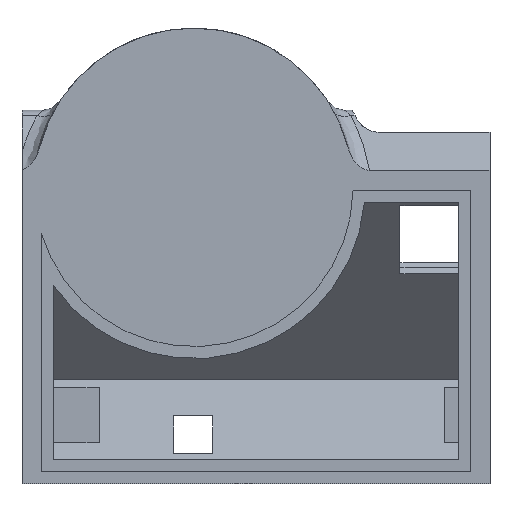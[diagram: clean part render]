
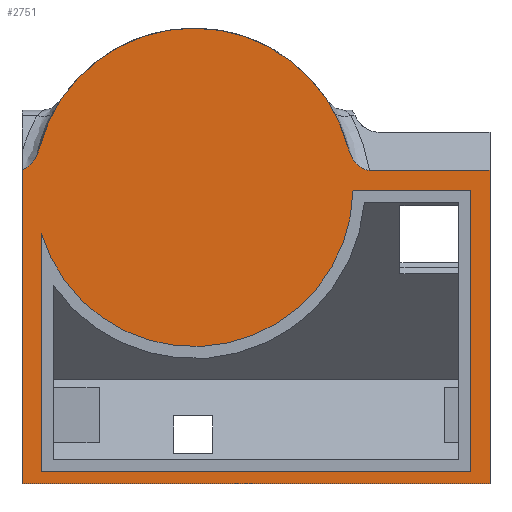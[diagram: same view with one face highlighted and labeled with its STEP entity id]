
A CAD part, front view. The second image highlights one B-rep face of the part: STEP entity #2751.
In plain terms, the highlighted planar face has unit normal (0, -1, 0).
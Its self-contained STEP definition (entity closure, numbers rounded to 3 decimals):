
#30=FACE_BOUND('',#528,.T.);
#59=B_SPLINE_CURVE_WITH_KNOTS('',3,(#4911,#4912,#4913,#4914,#4915,#4916,
#4917,#4918,#4919,#4920),.UNSPECIFIED.,.F.,.F.,(4,2,2,2,4),(0.085,
0.115,0.258,0.462,0.687),
 .UNSPECIFIED.);
#61=B_SPLINE_CURVE_WITH_KNOTS('',3,(#4985,#4986,#4987,#4988,#4989,#4990,
#4991,#4992,#4993,#4994),.UNSPECIFIED.,.F.,.F.,(4,2,2,2,4),(0.,0.317,
0.554,0.67,0.78),.UNSPECIFIED.);
#91=CIRCLE('',#2949,33.);
#97=CIRCLE('',#2962,33.);
#214=PLANE('',#2961);
#362=FACE_OUTER_BOUND('',#527,.T.);
#527=EDGE_LOOP('',(#2535,#2536,#2537,#2538,#2539,#2540,#2541));
#528=EDGE_LOOP('',(#2542,#2543,#2544,#2545,#2546));
#621=LINE('',#4164,#917);
#713=LINE('',#4401,#1009);
#838=LINE('',#4709,#1134);
#843=LINE('',#4761,#1139);
#848=LINE('',#5044,#1144);
#849=LINE('',#5046,#1145);
#850=LINE('',#5048,#1146);
#851=LINE('',#5051,#1147);
#917=VECTOR('',#3184,10.);
#1009=VECTOR('',#3348,10.);
#1134=VECTOR('',#3581,10.);
#1139=VECTOR('',#3622,10.);
#1144=VECTOR('',#3647,10.);
#1145=VECTOR('',#3648,10.);
#1146=VECTOR('',#3649,10.);
#1147=VECTOR('',#3652,10.);
#1228=VERTEX_POINT('',#4152);
#1233=VERTEX_POINT('',#4162);
#1304=VERTEX_POINT('',#4399);
#1389=VERTEX_POINT('',#4708);
#1394=VERTEX_POINT('',#4732);
#1398=VERTEX_POINT('',#4753);
#1400=VERTEX_POINT('',#4759);
#1404=VERTEX_POINT('',#5042);
#1405=VERTEX_POINT('',#5043);
#1406=VERTEX_POINT('',#5045);
#1407=VERTEX_POINT('',#5047);
#1408=VERTEX_POINT('',#5049);
#1521=EDGE_CURVE('',#1228,#1233,#621,.T.);
#1623=EDGE_CURVE('',#1304,#1233,#713,.T.);
#1754=EDGE_CURVE('',#1389,#1228,#838,.T.);
#1770=EDGE_CURVE('',#1398,#1394,#91,.T.);
#1773=EDGE_CURVE('',#1400,#1304,#843,.T.);
#1777=EDGE_CURVE('',#1398,#1389,#59,.F.);
#1780=EDGE_CURVE('',#1394,#1400,#61,.T.);
#1787=EDGE_CURVE('',#1404,#1405,#848,.T.);
#1788=EDGE_CURVE('',#1405,#1406,#849,.T.);
#1789=EDGE_CURVE('',#1406,#1407,#850,.T.);
#1790=EDGE_CURVE('',#1407,#1408,#97,.T.);
#1791=EDGE_CURVE('',#1408,#1404,#851,.T.);
#2535=ORIENTED_EDGE('',*,*,#1777,.T.);
#2536=ORIENTED_EDGE('',*,*,#1754,.T.);
#2537=ORIENTED_EDGE('',*,*,#1521,.T.);
#2538=ORIENTED_EDGE('',*,*,#1623,.F.);
#2539=ORIENTED_EDGE('',*,*,#1773,.F.);
#2540=ORIENTED_EDGE('',*,*,#1780,.F.);
#2541=ORIENTED_EDGE('',*,*,#1770,.F.);
#2542=ORIENTED_EDGE('',*,*,#1787,.T.);
#2543=ORIENTED_EDGE('',*,*,#1788,.T.);
#2544=ORIENTED_EDGE('',*,*,#1789,.T.);
#2545=ORIENTED_EDGE('',*,*,#1790,.T.);
#2546=ORIENTED_EDGE('',*,*,#1791,.T.);
#2751=ADVANCED_FACE('',(#362,#30),#214,.F.);
#2949=AXIS2_PLACEMENT_3D('',#4755,#3615,#3616);
#2961=AXIS2_PLACEMENT_3D('',#5041,#3645,#3646);
#2962=AXIS2_PLACEMENT_3D('',#5050,#3650,#3651);
#3184=DIRECTION('',(1.,0.,0.));
#3348=DIRECTION('',(0.,0.,-1.));
#3581=DIRECTION('',(0.,0.,-1.));
#3615=DIRECTION('center_axis',(0.,1.,0.));
#3616=DIRECTION('ref_axis',(1.,0.,0.));
#3622=DIRECTION('',(1.,0.,0.));
#3645=DIRECTION('center_axis',(0.,1.,0.));
#3646=DIRECTION('ref_axis',(1.,0.,0.));
#3647=DIRECTION('',(0.,0.,-1.));
#3648=DIRECTION('',(-1.,0.,0.));
#3649=DIRECTION('',(0.,0.,1.));
#3650=DIRECTION('center_axis',(0.,-1.,0.));
#3651=DIRECTION('ref_axis',(1.,0.,0.));
#3652=DIRECTION('',(1.,0.,0.));
#4152=CARTESIAN_POINT('',(98.,0.,0.));
#4162=CARTESIAN_POINT('',(195.,0.,0.));
#4164=CARTESIAN_POINT('',(98.,0.,0.));
#4399=CARTESIAN_POINT('',(195.,0.,65.));
#4401=CARTESIAN_POINT('',(195.,0.,65.));
#4708=CARTESIAN_POINT('',(98.,0.,65.119));
#4709=CARTESIAN_POINT('',(98.,0.,65.));
#4732=CARTESIAN_POINT('',(165.576,0.,69.661));
#4753=CARTESIAN_POINT('',(101.652,0.,69.661));
#4755=CARTESIAN_POINT('Origin',(133.614,0.,61.449));
#4759=CARTESIAN_POINT('',(170.06,0.,65.));
#4761=CARTESIAN_POINT('',(98.,0.,65.));
#4911=CARTESIAN_POINT('Ctrl Pts',(98.,0.,
65.119));
#4912=CARTESIAN_POINT('Ctrl Pts',(98.097,0.,
65.146));
#4913=CARTESIAN_POINT('Ctrl Pts',(98.194,0.,
65.179));
#4914=CARTESIAN_POINT('Ctrl Pts',(98.735,0.,
65.387));
#4915=CARTESIAN_POINT('Ctrl Pts',(99.143,0.,
65.648));
#4916=CARTESIAN_POINT('Ctrl Pts',(100.021,0.,
66.405));
#4917=CARTESIAN_POINT('Ctrl Pts',(100.451,0.,66.957));
#4918=CARTESIAN_POINT('Ctrl Pts',(101.176,0.,68.202));
#4919=CARTESIAN_POINT('Ctrl Pts',(101.463,0.,
68.925));
#4920=CARTESIAN_POINT('Ctrl Pts',(101.652,0.,
69.661));
#4985=CARTESIAN_POINT('Ctrl Pts',(165.576,0.,
69.661));
#4986=CARTESIAN_POINT('Ctrl Pts',(165.839,0.,
68.637));
#4987=CARTESIAN_POINT('Ctrl Pts',(166.283,0.,67.674));
#4988=CARTESIAN_POINT('Ctrl Pts',(167.305,0.,
66.3));
#4989=CARTESIAN_POINT('Ctrl Pts',(167.808,0.,
65.83));
#4990=CARTESIAN_POINT('Ctrl Pts',(168.615,0.,
65.345));
#4991=CARTESIAN_POINT('Ctrl Pts',(168.898,0.,
65.216));
#4992=CARTESIAN_POINT('Ctrl Pts',(169.476,0.,
65.045));
#4993=CARTESIAN_POINT('Ctrl Pts',(169.766,0.,
65.));
#4994=CARTESIAN_POINT('Ctrl Pts',(170.06,0.,
65.));
#5041=CARTESIAN_POINT('Origin',(133.614,0.,61.449));
#5042=CARTESIAN_POINT('',(191.,0.,60.778));
#5043=CARTESIAN_POINT('',(191.,0.,2.5));
#5044=CARTESIAN_POINT('',(191.,0.,61.114));
#5045=CARTESIAN_POINT('',(102.,0.,2.5));
#5046=CARTESIAN_POINT('',(162.307,0.,2.5));
#5047=CARTESIAN_POINT('',(102.,0.,51.986));
#5048=CARTESIAN_POINT('',(102.,0.,31.975));
#5049=CARTESIAN_POINT('',(166.607,0.,60.778));
#5050=CARTESIAN_POINT('Origin',(133.614,0.,61.449));
#5051=CARTESIAN_POINT('',(150.111,0.,60.778));
